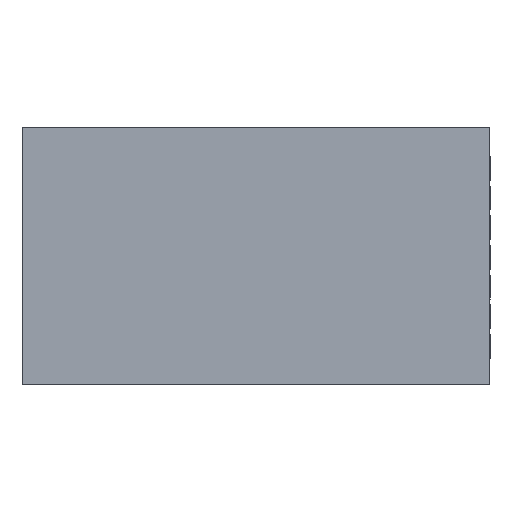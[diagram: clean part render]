
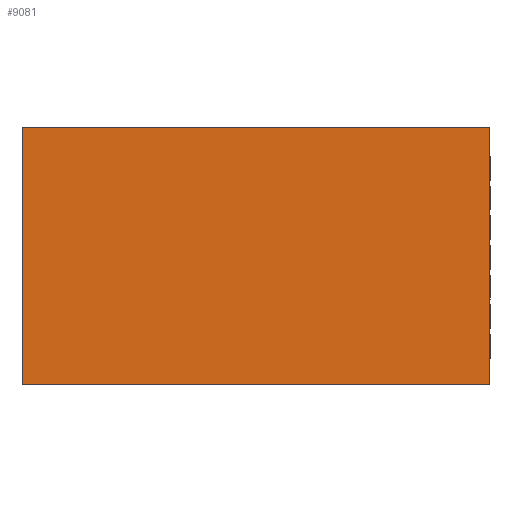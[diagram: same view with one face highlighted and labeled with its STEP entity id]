
A CAD part, front view. The second image highlights one B-rep face of the part: STEP entity #9081.
In plain terms, the highlighted planar face has unit normal (0, -1, 0).
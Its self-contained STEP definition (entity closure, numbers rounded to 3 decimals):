
#108=PLANE('',#9695);
#636=FACE_OUTER_BOUND('',#1167,.T.);
#1167=EDGE_LOOP('',(#6437,#6438,#6439,#6440));
#1775=LINE('',#12623,#3048);
#1778=LINE('',#12628,#3051);
#1780=LINE('',#12632,#3053);
#1782=LINE('',#12635,#3055);
#3048=VECTOR('',#10272,10.);
#3051=VECTOR('',#10277,10.);
#3053=VECTOR('',#10281,10.);
#3055=VECTOR('',#10285,10.);
#4316=VERTEX_POINT('',#12621);
#4317=VERTEX_POINT('',#12622);
#4318=VERTEX_POINT('',#12627);
#4319=VERTEX_POINT('',#12631);
#5119=EDGE_CURVE('',#4316,#4317,#1775,.T.);
#5122=EDGE_CURVE('',#4318,#4316,#1778,.T.);
#5124=EDGE_CURVE('',#4319,#4318,#1780,.T.);
#5126=EDGE_CURVE('',#4317,#4319,#1782,.T.);
#6437=ORIENTED_EDGE('',*,*,#5126,.F.);
#6438=ORIENTED_EDGE('',*,*,#5119,.F.);
#6439=ORIENTED_EDGE('',*,*,#5122,.F.);
#6440=ORIENTED_EDGE('',*,*,#5124,.F.);
#9081=ADVANCED_FACE('',(#636),#108,.F.);
#9695=AXIS2_PLACEMENT_3D('',#12636,#10286,#10287);
#10272=DIRECTION('',(1.,0.,0.));
#10277=DIRECTION('',(0.,0.,1.));
#10281=DIRECTION('',(-1.,0.,0.));
#10285=DIRECTION('',(0.,0.,-1.));
#10286=DIRECTION('center_axis',(0.,1.,0.));
#10287=DIRECTION('ref_axis',(0.,0.,1.));
#12621=CARTESIAN_POINT('',(-26.679,0.,-25.741));
#12622=CARTESIAN_POINT('',(13.321,0.,-25.741));
#12623=CARTESIAN_POINT('',(-26.679,0.,-25.741));
#12627=CARTESIAN_POINT('',(-26.679,0.,-47.741));
#12628=CARTESIAN_POINT('',(-26.679,0.,-47.741));
#12631=CARTESIAN_POINT('',(13.321,0.,-47.741));
#12632=CARTESIAN_POINT('',(13.321,0.,-47.741));
#12635=CARTESIAN_POINT('',(13.321,0.,-25.741));
#12636=CARTESIAN_POINT('Origin',(-6.679,0.,-36.741));
